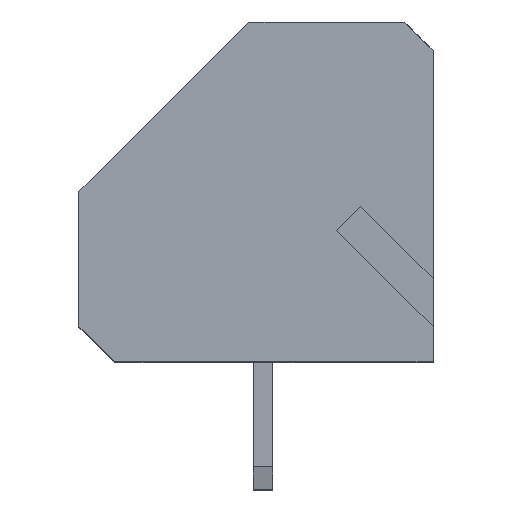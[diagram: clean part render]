
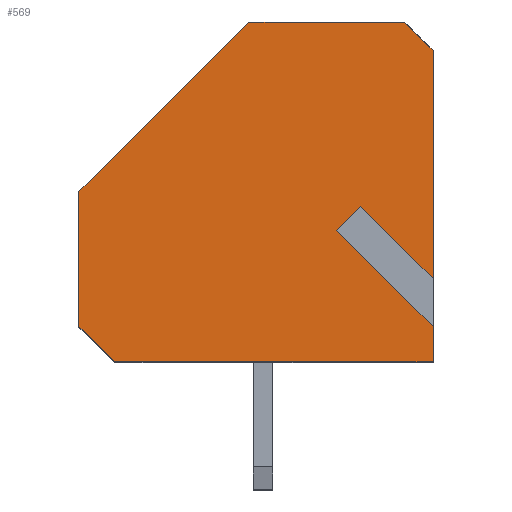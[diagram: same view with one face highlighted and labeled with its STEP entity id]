
A CAD part, top view. The second image highlights one B-rep face of the part: STEP entity #569.
In plain terms, the highlighted planar face has unit normal (0, 0, 1).
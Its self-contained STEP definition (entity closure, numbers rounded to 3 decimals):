
#569 = ADVANCED_FACE( '', ( #1174 ), #1175, .T. );
#1174 = FACE_OUTER_BOUND( '', #1832, .T. );
#1175 = PLANE( '', #1833 );
#1832 = EDGE_LOOP( '', ( #3432, #3433, #3434, #3435, #3436, #3437, #3438, #3439, #3440, #3441, #3442 ) );
#1833 = AXIS2_PLACEMENT_3D( '', #3443, #3444, #3445 );
#3432 = ORIENTED_EDGE( '', *, *, #4857, .T. );
#3433 = ORIENTED_EDGE( '', *, *, #4858, .T. );
#3434 = ORIENTED_EDGE( '', *, *, #4859, .T. );
#3435 = ORIENTED_EDGE( '', *, *, #4559, .F. );
#3436 = ORIENTED_EDGE( '', *, *, #4650, .F. );
#3437 = ORIENTED_EDGE( '', *, *, #4781, .F. );
#3438 = ORIENTED_EDGE( '', *, *, #4860, .F. );
#3439 = ORIENTED_EDGE( '', *, *, #4861, .F. );
#3440 = ORIENTED_EDGE( '', *, *, #4519, .T. );
#3441 = ORIENTED_EDGE( '', *, *, #4862, .T. );
#3442 = ORIENTED_EDGE( '', *, *, #4863, .T. );
#3443 = CARTESIAN_POINT( '', ( 5.346, 2.962, 2.5 ) );
#3444 = DIRECTION( '', ( 0., 0., 1. ) );
#3445 = DIRECTION( '', ( 1., 0., 0. ) );
#4519 = EDGE_CURVE( '', #5617, #5615, #5618, .T. );
#4559 = EDGE_CURVE( '', #5678, #5681, #5682, .T. );
#4650 = EDGE_CURVE( '', #5821, #5678, #5823, .T. );
#4781 = EDGE_CURVE( '', #5998, #5821, #5999, .T. );
#4857 = EDGE_CURVE( '', #6092, #6093, #6094, .T. );
#4858 = EDGE_CURVE( '', #6093, #6095, #6096, .T. );
#4859 = EDGE_CURVE( '', #6095, #5681, #6097, .T. );
#4860 = EDGE_CURVE( '', #6098, #5998, #6099, .T. );
#4861 = EDGE_CURVE( '', #5617, #6098, #6100, .T. );
#4862 = EDGE_CURVE( '', #5615, #6101, #6102, .T. );
#4863 = EDGE_CURVE( '', #6101, #6092, #6103, .T. );
#5615 = VERTEX_POINT( '', #7136 );
#5617 = VERTEX_POINT( '', #7139 );
#5618 = LINE( '', #7140, #7141 );
#5678 = VERTEX_POINT( '', #7232 );
#5681 = VERTEX_POINT( '', #7236 );
#5682 = LINE( '', #7237, #7238 );
#5821 = VERTEX_POINT( '', #7442 );
#5823 = LINE( '', #7445, #7446 );
#5998 = VERTEX_POINT( '', #7703 );
#5999 = LINE( '', #7704, #7705 );
#6092 = VERTEX_POINT( '', #7845 );
#6093 = VERTEX_POINT( '', #7846 );
#6094 = LINE( '', #7847, #7848 );
#6095 = VERTEX_POINT( '', #7849 );
#6096 = LINE( '', #7850, #7851 );
#6097 = LINE( '', #7852, #7853 );
#6098 = VERTEX_POINT( '', #7854 );
#6099 = LINE( '', #7855, #7856 );
#6100 = LINE( '', #7857, #7858 );
#6101 = VERTEX_POINT( '', #7859 );
#6102 = LINE( '', #7860, #7861 );
#6103 = LINE( '', #7862, #7863 );
#7136 = CARTESIAN_POINT( '', ( 12.5, 0., 2.5 ) );
#7139 = CARTESIAN_POINT( '', ( 1.25, 0., 2.5 ) );
#7140 = CARTESIAN_POINT( '', ( 0., 0., 2.5 ) );
#7141 = VECTOR( '', #8397, 1000. );
#7232 = CARTESIAN_POINT( '', ( 11.5, 12., 2.5 ) );
#7236 = CARTESIAN_POINT( '', ( 12.5, 11., 2.5 ) );
#7237 = CARTESIAN_POINT( '', ( 23.5, 0., 2.5 ) );
#7238 = VECTOR( '', #8430, 1000. );
#7442 = CARTESIAN_POINT( '', ( 6., 12., 2.5 ) );
#7445 = CARTESIAN_POINT( '', ( 0., 12., 2.5 ) );
#7446 = VECTOR( '', #8515, 1000. );
#7703 = CARTESIAN_POINT( '', ( 0., 6., 2.5 ) );
#7704 = CARTESIAN_POINT( '', ( 0., 6., 2.5 ) );
#7705 = VECTOR( '', #8637, 1000. );
#7845 = CARTESIAN_POINT( '', ( 9.346, 4.886, 2.5 ) );
#7846 = CARTESIAN_POINT( '', ( 9.704, 5.245, 2.5 ) );
#7847 = CARTESIAN_POINT( '', ( 6.879, 2.419, 2.5 ) );
#7848 = VECTOR( '', #8703, 1000. );
#7849 = CARTESIAN_POINT( '', ( 12.5, 2.449, 2.5 ) );
#7850 = CARTESIAN_POINT( '', ( 14.949, 0., 2.5 ) );
#7851 = VECTOR( '', #8704, 1000. );
#7852 = CARTESIAN_POINT( '', ( 12.5, 0., 2.5 ) );
#7853 = VECTOR( '', #8705, 1000. );
#7854 = CARTESIAN_POINT( '', ( 0., 1.25, 2.5 ) );
#7855 = CARTESIAN_POINT( '', ( 0., 0., 2.5 ) );
#7856 = VECTOR( '', #8706, 1000. );
#7857 = CARTESIAN_POINT( '', ( 1.25, 0., 2.5 ) );
#7858 = VECTOR( '', #8707, 1000. );
#7859 = CARTESIAN_POINT( '', ( 12.5, 1.732, 2.5 ) );
#7860 = CARTESIAN_POINT( '', ( 12.5, 0., 2.5 ) );
#7861 = VECTOR( '', #8708, 1000. );
#7862 = CARTESIAN_POINT( '', ( 14.232, 0., 2.5 ) );
#7863 = VECTOR( '', #8709, 1000. );
#8397 = DIRECTION( '', ( 1., 0., 0. ) );
#8430 = DIRECTION( '', ( 0.707, -0.707, 0. ) );
#8515 = DIRECTION( '', ( 1., 0., 0. ) );
#8637 = DIRECTION( '', ( 0.707, 0.707, 0. ) );
#8703 = DIRECTION( '', ( 0.707, 0.707, 0. ) );
#8704 = DIRECTION( '', ( 0.707, -0.707, 0. ) );
#8705 = DIRECTION( '', ( 0., 1., 0. ) );
#8706 = DIRECTION( '', ( 0., 1., 0. ) );
#8707 = DIRECTION( '', ( -0.707, 0.707, 0. ) );
#8708 = DIRECTION( '', ( 0., 1., 0. ) );
#8709 = DIRECTION( '', ( -0.707, 0.707, 0. ) );
